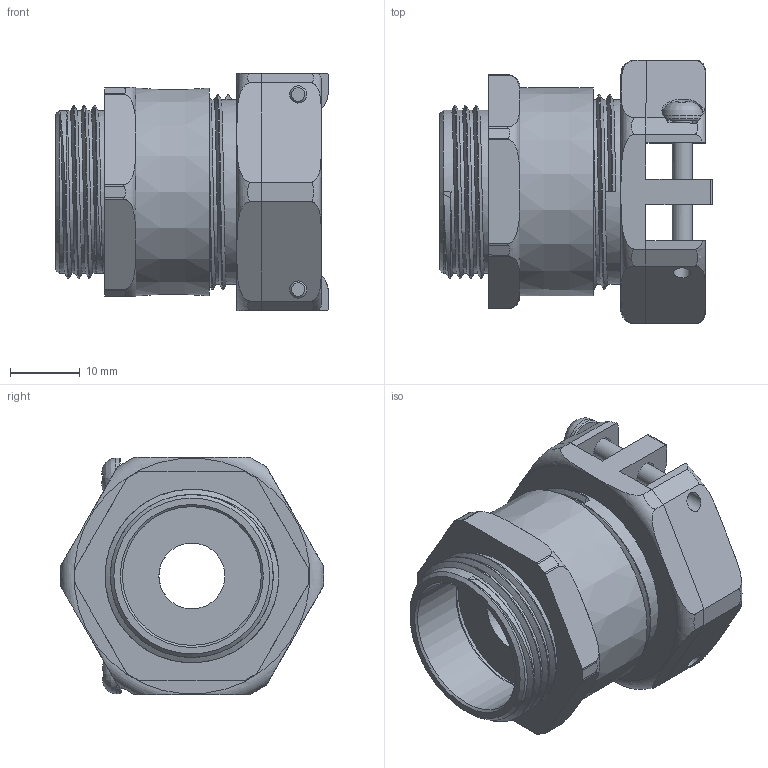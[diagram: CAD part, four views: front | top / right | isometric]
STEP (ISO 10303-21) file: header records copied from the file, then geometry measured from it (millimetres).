
FILE_DESCRIPTION(/* description */ ('Messing-KV mit zentrischer Zugentlastung Mutter'),/* implementation_level */ '2;1');
FILE_NAME(/* name */ '60009525-RST.stp',/* time_stamp */ '2015-06-01T08:12:05+02:00',/* author */ ('sl'),/* organization */ (''),/* preprocessor_version */ 'ST-DEVELOPER v15.2',/* originating_system */ 'Autodesk Inventor 2014',/* authorisation */ '');
FILE_SCHEMA (('CONFIG_CONTROL_DESIGN'));
Length unit declared in the file: millimetre
Products named in the file (8): Messing-KV-02-BT-0001-60009525; Messing-KV-02-BT-0002-60009525; Messing-KV-02-BT-0003-60009525; Messing-KV-02-BT-0004-60009525; Messing-KV-02-BT-0005-60009525; Messing-KV-02-BT-0006-60009525; Messing-KV-02-BT-0007-60009525; Messing-KV-02-BG-0001-60009525
Assembly tree (9 placements, depth 2):
  Messing-KV-02-BG-0001-60009525
    Messing-KV-02-BT-0001-60009525
    Messing-KV-02-BT-0002-60009525
    Messing-KV-02-BT-0003-60009525  x2
    Messing-KV-02-BT-0004-60009525
    Messing-KV-02-BT-0005-60009525
    Messing-KV-02-BT-0006-60009525
    Messing-KV-02-BT-0007-60009525  x2
Bounding box: 39 x 37.66 x 34 mm (x, y, z)
Volume: 14762.5 mm3; surface area: 15156.9 mm2
Topology: 9 solids, 9 shells, 245 faces, 693 edges, 456 vertices
Faces by surface type: plane 111, cylinder 58, cone 36, bspline 20, torus 20
Full cylindrical faces by diameter (mm): 2.45 x2, 2.91 x2, 3.45 x2, 3.5 x2, 5.84 x2, 9.43 x1, 19.85 x1, 21.12 x2, 21.91 x1, 25.96 x2, 26.408 x4, 26.49 x1, 26.9 x1, 28.422 x1
Entity records: 16673 total; most frequent: CARTESIAN_POINT 11484, ORIENTED_EDGE 1138, DIRECTION 884, EDGE_CURVE 569, VERTEX_POINT 394, AXIS2_PLACEMENT_3D 348, EDGE_LOOP 277, ADVANCED_FACE 214
